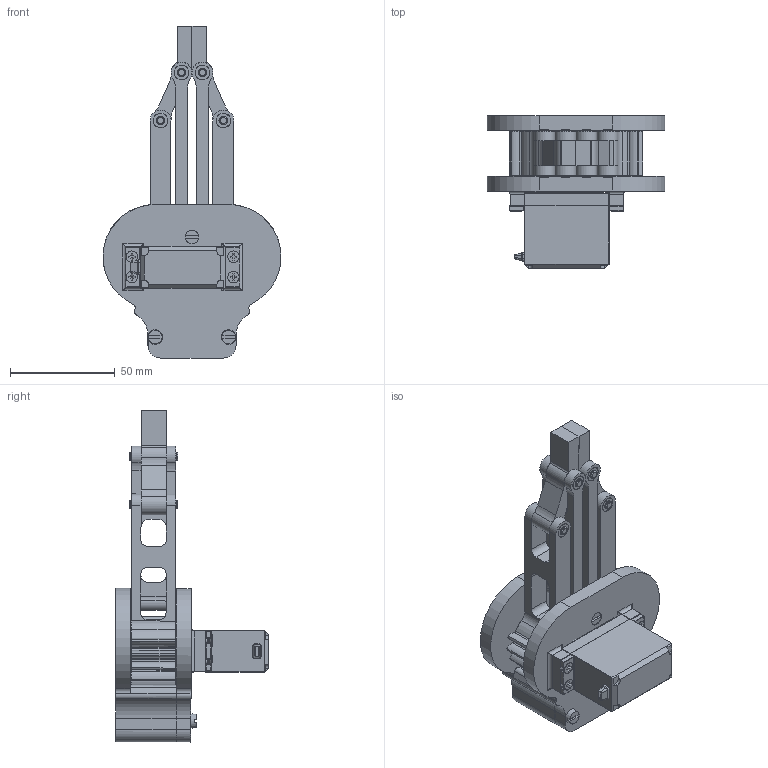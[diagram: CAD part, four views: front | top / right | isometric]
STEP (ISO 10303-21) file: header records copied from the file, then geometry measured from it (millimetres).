
FILE_DESCRIPTION(('CATIA V5 STEP Exchange'),'2;1');
FILE_NAME('Prototip_3.stp','2023-07-11T01:29:34+00:00',('none'),('none'),'CATIA Version 5-6 Release 2017','CATIA V5 STEP AP203','none');
FILE_SCHEMA(('CONFIG_CONTROL_DESIGN'));
Length unit declared in the file: millimetre
Products named in the file (9): Product1; SKF_W 638_4-2Z.catproduct; SKF_W 638_4-2Z.catproduct.1; SKF_61802.catproduct; SKF_61802.catproduct.1; SKF_W 638_4-2Z.catproduct.1.2; SKF_W 638_4-2Z.catproduct.1.2.3; SKF_61802.catproduct.1.2; Servo Futaba S3003
Assembly tree (122 placements, depth 3):
  Product1
    #57
    #1759  x2
    #2972  x2
    #3600
    SKF_W 638_4-2Z.catproduct
      #7030  x7
      #7181
      #8296
    SKF_W 638_4-2Z.catproduct.1
      #7030  x7
      #7181
      #8296
    SKF_61802.catproduct
      #9997  x14
      #10245
      #11012
    SKF_61802.catproduct.1
      #9997  x14
      #10245
      #11012
    SKF_W 638_4-2Z.catproduct.1.2
      #7030  x7
      #7181
      #8296
    SKF_W 638_4-2Z.catproduct.1.2.3
      #7030  x7
      #7181
      #8296
    SKF_61802.catproduct.1.2
      #9997  x14
      #10245
      #11012
    #12498  x8
    #12950  x4
    #13189  x2
    #13703
    #14204
    #18193
    #20638  x4
    #21452  x2
    Servo Futaba S3003
      #22252
Bounding box: 84.95 x 73.02 x 158.51 mm (x, y, z)
Volume: 168738.6 mm3; surface area: 82738.4 mm2
Topology: 116 solids, 116 shells, 2039 faces, 5062 edges, 3066 vertices
Faces by surface type: cylinder 764, plane 632, torus 274, cone 198, sphere 146, bspline 25
Entity records: 40551 total; most frequent: CARTESIAN_POINT 10253, ORIENTED_EDGE 6634, DIRECTION 5106, EDGE_CURVE 3317, AXIS2_PLACEMENT_3D 2532, VERTEX_POINT 2154, VECTOR 1440, LINE 1440
